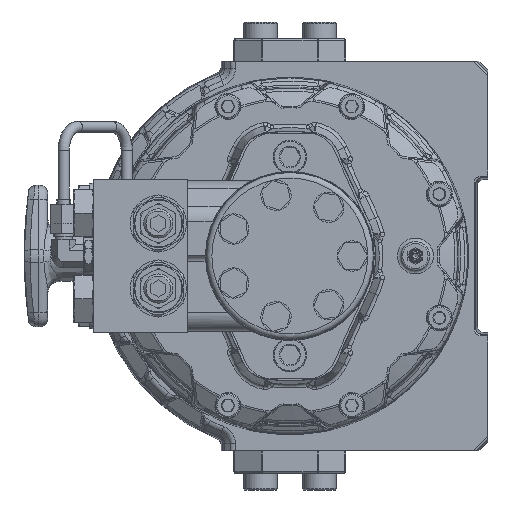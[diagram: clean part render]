
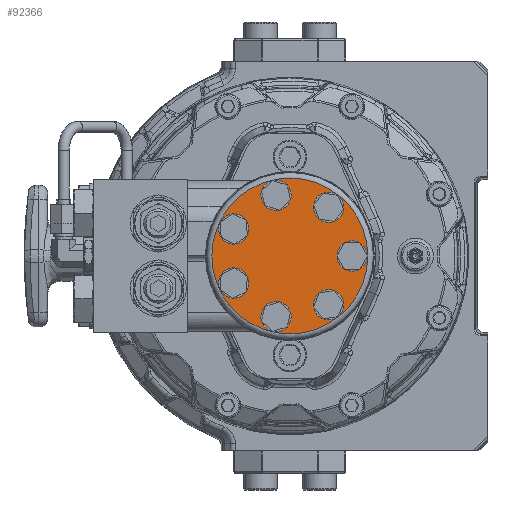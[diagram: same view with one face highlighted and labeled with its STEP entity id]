
A CAD part, left-side view. The second image highlights one B-rep face of the part: STEP entity #92366.
In plain terms, the highlighted planar face has unit normal (-1, 0, 0).
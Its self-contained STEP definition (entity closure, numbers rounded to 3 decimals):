
#8324=FACE_BOUND('',#19302,.T.);
#8325=FACE_BOUND('',#19303,.T.);
#8326=FACE_BOUND('',#19304,.T.);
#8327=FACE_BOUND('',#19305,.T.);
#8328=FACE_BOUND('',#19306,.T.);
#8329=FACE_BOUND('',#19307,.T.);
#8330=FACE_BOUND('',#19308,.T.);
#8959=CIRCLE('',#97846,41.9);
#8965=CIRCLE('',#97854,8.141);
#8974=CIRCLE('',#97885,8.141);
#8981=CIRCLE('',#97898,8.141);
#8989=CIRCLE('',#97920,8.141);
#8998=CIRCLE('',#97951,8.141);
#9005=CIRCLE('',#97964,8.141);
#9013=CIRCLE('',#97994,8.141);
#14135=FACE_OUTER_BOUND('',#19301,.T.);
#19301=EDGE_LOOP('',(#61144));
#19302=EDGE_LOOP('',(#61145));
#19303=EDGE_LOOP('',(#61146));
#19304=EDGE_LOOP('',(#61147));
#19305=EDGE_LOOP('',(#61148));
#19306=EDGE_LOOP('',(#61149));
#19307=EDGE_LOOP('',(#61150));
#19308=EDGE_LOOP('',(#61151));
#34448=VERTEX_POINT('',#146431);
#34454=VERTEX_POINT('',#146446);
#34476=VERTEX_POINT('',#146535);
#34482=VERTEX_POINT('',#146556);
#34496=VERTEX_POINT('',#146611);
#34518=VERTEX_POINT('',#146700);
#34524=VERTEX_POINT('',#146721);
#34546=VERTEX_POINT('',#146809);
#44679=EDGE_CURVE('',#34448,#34448,#8959,.T.);
#44687=EDGE_CURVE('',#34454,#34454,#8965,.T.);
#44732=EDGE_CURVE('',#34476,#34476,#8974,.T.);
#44741=EDGE_CURVE('',#34482,#34482,#8981,.T.);
#44768=EDGE_CURVE('',#34496,#34496,#8989,.T.);
#44813=EDGE_CURVE('',#34518,#34518,#8998,.T.);
#44822=EDGE_CURVE('',#34524,#34524,#9005,.T.);
#44866=EDGE_CURVE('',#34546,#34546,#9013,.T.);
#61144=ORIENTED_EDGE('',*,*,#44679,.F.);
#61145=ORIENTED_EDGE('',*,*,#44866,.F.);
#61146=ORIENTED_EDGE('',*,*,#44822,.F.);
#61147=ORIENTED_EDGE('',*,*,#44813,.F.);
#61148=ORIENTED_EDGE('',*,*,#44768,.F.);
#61149=ORIENTED_EDGE('',*,*,#44741,.F.);
#61150=ORIENTED_EDGE('',*,*,#44732,.F.);
#61151=ORIENTED_EDGE('',*,*,#44687,.F.);
#85485=PLANE('',#98002);
#92366=ADVANCED_FACE('',(#14135,#8324,#8325,#8326,#8327,#8328,#8329,#8330),
#85485,.T.);
#97846=AXIS2_PLACEMENT_3D('',#146432,#108558,#108559);
#97854=AXIS2_PLACEMENT_3D('',#146448,#108576,#108577);
#97885=AXIS2_PLACEMENT_3D('',#146537,#108674,#108675);
#97898=AXIS2_PLACEMENT_3D('',#146558,#108702,#108703);
#97920=AXIS2_PLACEMENT_3D('',#146613,#108765,#108766);
#97951=AXIS2_PLACEMENT_3D('',#146702,#108863,#108864);
#97964=AXIS2_PLACEMENT_3D('',#146723,#108891,#108892);
#97994=AXIS2_PLACEMENT_3D('',#146811,#108987,#108988);
#98002=AXIS2_PLACEMENT_3D('',#146819,#109003,#109004);
#108558=DIRECTION('center_axis',(1.,0.,0.));
#108559=DIRECTION('ref_axis',(0.,1.,0.));
#108576=DIRECTION('center_axis',(-1.,0.,0.));
#108577=DIRECTION('ref_axis',(0.,0.,
1.));
#108674=DIRECTION('center_axis',(-1.,0.,0.));
#108675=DIRECTION('ref_axis',(0.,0.,
1.));
#108702=DIRECTION('center_axis',(-1.,0.,0.));
#108703=DIRECTION('ref_axis',(0.,0.,
1.));
#108765=DIRECTION('center_axis',(-1.,0.,0.));
#108766=DIRECTION('ref_axis',(0.,0.,
1.));
#108863=DIRECTION('center_axis',(-1.,0.,0.));
#108864=DIRECTION('ref_axis',(0.,0.,
1.));
#108891=DIRECTION('center_axis',(-1.,0.,0.));
#108892=DIRECTION('ref_axis',(0.,0.,
1.));
#108987=DIRECTION('center_axis',(-1.,0.,0.));
#108988=DIRECTION('ref_axis',(0.,0.,
1.));
#109003=DIRECTION('center_axis',(-1.,0.,0.));
#109004=DIRECTION('ref_axis',(0.,-1.,0.));
#146431=CARTESIAN_POINT('',(-330.5,41.9,0.));
#146432=CARTESIAN_POINT('Origin',(-330.5,0.,
0.));
#146446=CARTESIAN_POINT('',(-330.5,-14.522,-31.267));
#146448=CARTESIAN_POINT('Origin',(-330.5,-20.887,-26.191));
#146535=CARTESIAN_POINT('',(-330.5,15.391,-30.849));
#146537=CARTESIAN_POINT('Origin',(-330.5,7.454,-32.66));
#146556=CARTESIAN_POINT('',(-330.5,33.715,-7.201));
#146558=CARTESIAN_POINT('Origin',(-330.5,30.182,-14.535));
#146611=CARTESIAN_POINT('',(-330.5,26.65,21.87));
#146613=CARTESIAN_POINT('Origin',(-330.5,30.182,14.535));
#146700=CARTESIAN_POINT('',(-330.5,-0.482,34.472));
#146702=CARTESIAN_POINT('Origin',(-330.5,7.454,32.66));
#146721=CARTESIAN_POINT('',(-330.5,-27.252,21.116));
#146723=CARTESIAN_POINT('Origin',(-330.5,-20.887,26.191));
#146809=CARTESIAN_POINT('',(-330.5,-33.5,-8.141));
#146811=CARTESIAN_POINT('Origin',(-330.5,-33.5,0.));
#146819=CARTESIAN_POINT('Origin',(-330.5,0.,
0.));
